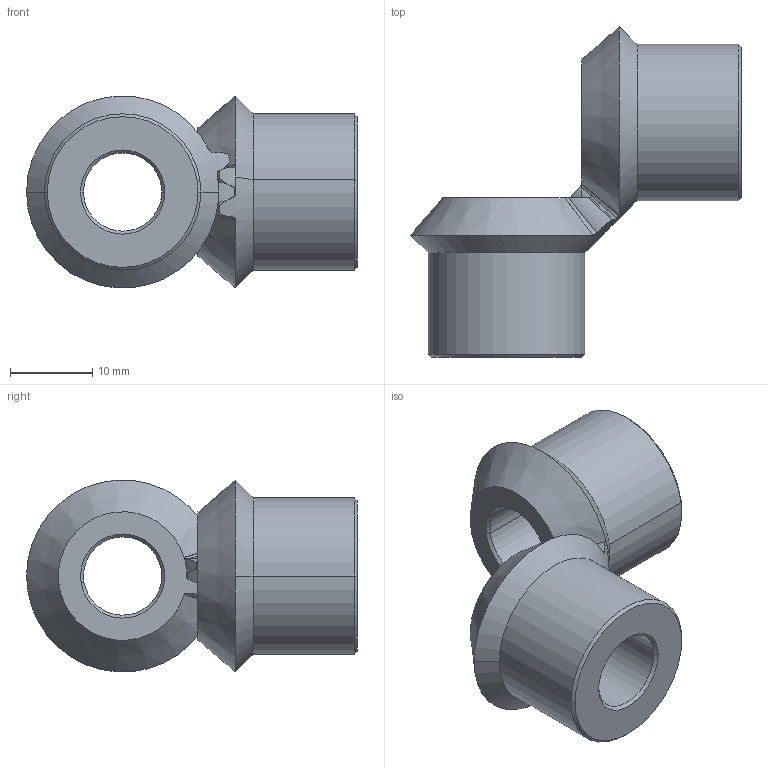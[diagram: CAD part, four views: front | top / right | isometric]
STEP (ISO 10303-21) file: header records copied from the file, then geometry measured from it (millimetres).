
FILE_DESCRIPTION((''),'2;1');
FILE_NAME('74331','2012-12-18T',('carefree'),(''),'PRO/ENGINEER BY PARAMETRIC TECHNOLOGY CORPORATION, 2005030','PRO/ENGINEER BY PARAMETRIC TECHNOLOGY CORPORATION, 2005030','');
FILE_SCHEMA(('CONFIG_CONTROL_DESIGN'));
Length unit declared in the file: inch
Products named in the file (1): 74331
Bounding box: 40.27 x 40.27 x 23.34 mm (x, y, z)
Volume: 8827.7 mm3; surface area: 4657.8 mm2
Topology: 2 solids, 4 shells, 80 faces, 200 edges, 128 vertices
Faces by surface type: bspline 42, cone 26, cylinder 8, plane 4
Entity records: 4297 total; most frequent: CARTESIAN_POINT 2575, ORIENTED_EDGE 400, DIRECTION 246, EDGE_CURVE 200, VERTEX_POINT 128, EDGE_LOOP 84, AXIS2_PLACEMENT_3D 83, VECTOR 80
